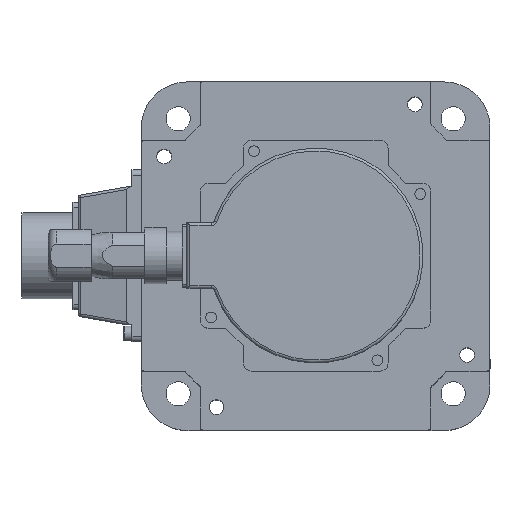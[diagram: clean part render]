
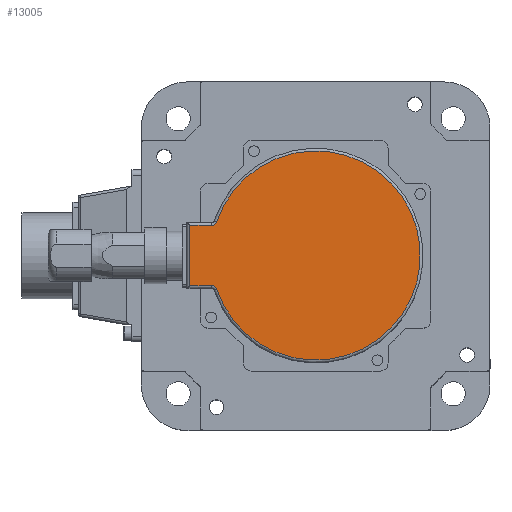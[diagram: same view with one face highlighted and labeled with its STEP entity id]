
A CAD part, top view. The second image highlights one B-rep face of the part: STEP entity #13005.
In plain terms, the highlighted planar face has unit normal (0, 0, 1).
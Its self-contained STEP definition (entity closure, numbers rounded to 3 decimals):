
#30 = VERTEX_POINT ( 'NONE', #13148 ) ;
#905 = AXIS2_PLACEMENT_3D ( 'NONE', #12544, #12515, #12475 ) ;
#1035 = ORIENTED_EDGE ( 'NONE', *, *, #4389, .T. ) ;
#1052 = LINE ( 'NONE', #7777, #12438 ) ;
#1073 = DIRECTION ( 'NONE',  ( 0., 1., 0. ) ) ;
#1660 = EDGE_CURVE ( 'NONE', #8717, #6807, #13234, .T. ) ;
#2338 = DIRECTION ( 'NONE',  ( -1., 0., 0. ) ) ;
#3211 = CIRCLE ( 'NONE', #7403, 2. ) ;
#4370 = DIRECTION ( 'NONE',  ( 0., 1., 0. ) ) ;
#4389 = EDGE_CURVE ( 'NONE', #12386, #10588, #8254, .T. ) ;
#4439 = DIRECTION ( 'NONE',  ( 0., 0., 1. ) ) ;
#4496 = CARTESIAN_POINT ( 'NONE',  ( 0., 0., 100. ) ) ;
#4784 = PLANE ( 'NONE',  #9168 ) ;
#5472 = VERTEX_POINT ( 'NONE', #6295 ) ;
#5664 = VECTOR ( 'NONE', #6816, 1000. ) ;
#6199 = ORIENTED_EDGE ( 'NONE', *, *, #1660, .T. ) ;
#6209 = ORIENTED_EDGE ( 'NONE', *, *, #9348, .T. ) ;
#6295 = CARTESIAN_POINT ( 'NONE',  ( -36.907, -12.604, 100. ) ) ;
#6338 = EDGE_CURVE ( 'NONE', #5472, #12386, #6877, .T. ) ;
#6807 = VERTEX_POINT ( 'NONE', #12305 ) ;
#6816 = DIRECTION ( 'NONE',  ( 1., 0., 0. ) ) ;
#6843 = CARTESIAN_POINT ( 'NONE',  ( -38.8, -11.25, 100. ) ) ;
#6877 = CIRCLE ( 'NONE', #10645, 39. ) ;
#6952 = DIRECTION ( 'NONE',  ( 0., 1., 0. ) ) ;
#7308 = EDGE_LOOP ( 'NONE', ( #13200, #6199, #8819, #6209, #11128, #1035 ) ) ;
#7379 = CARTESIAN_POINT ( 'NONE',  ( -47., 11.25, 100. ) ) ;
#7403 = AXIS2_PLACEMENT_3D ( 'NONE', #13869, #7602, #1073 ) ;
#7585 = EDGE_CURVE ( 'NONE', #6807, #30, #11108, .T. ) ;
#7602 = DIRECTION ( 'NONE',  ( 0., 0., -1. ) ) ;
#7669 = VECTOR ( 'NONE', #8510, 1000. ) ;
#7777 = CARTESIAN_POINT ( 'NONE',  ( -48., 11.25, 100. ) ) ;
#8254 = CIRCLE ( 'NONE', #905, 2. ) ;
#8318 = CARTESIAN_POINT ( 'NONE',  ( -38.8, 11.25, 100. ) ) ;
#8510 = DIRECTION ( 'NONE',  ( 0., -1., 0. ) ) ;
#8717 = VERTEX_POINT ( 'NONE', #7379 ) ;
#8727 = CARTESIAN_POINT ( 'NONE',  ( -47., -12.25, 100. ) ) ;
#8819 = ORIENTED_EDGE ( 'NONE', *, *, #7585, .T. ) ;
#9168 = AXIS2_PLACEMENT_3D ( 'NONE', #12177, #13250, #6952 ) ;
#9348 = EDGE_CURVE ( 'NONE', #30, #5472, #3211, .T. ) ;
#10588 = VERTEX_POINT ( 'NONE', #8318 ) ;
#10645 = AXIS2_PLACEMENT_3D ( 'NONE', #4496, #4439, #4370 ) ;
#11108 = LINE ( 'NONE', #6843, #5664 ) ;
#11128 = ORIENTED_EDGE ( 'NONE', *, *, #6338, .T. ) ;
#12021 = CARTESIAN_POINT ( 'NONE',  ( -36.907, 12.604, 100. ) ) ;
#12070 = EDGE_CURVE ( 'NONE', #10588, #8717, #1052, .T. ) ;
#12177 = CARTESIAN_POINT ( 'NONE',  ( 0., 0., 100. ) ) ;
#12305 = CARTESIAN_POINT ( 'NONE',  ( -47., -11.25, 100. ) ) ;
#12386 = VERTEX_POINT ( 'NONE', #12021 ) ;
#12438 = VECTOR ( 'NONE', #2338, 1000. ) ;
#12475 = DIRECTION ( 'NONE',  ( 0., 1., 0. ) ) ;
#12515 = DIRECTION ( 'NONE',  ( 0., 0., -1. ) ) ;
#12544 = CARTESIAN_POINT ( 'NONE',  ( -38.8, 13.25, 100. ) ) ;
#12563 = FACE_OUTER_BOUND ( 'NONE', #7308, .T. ) ;
#13005 = ADVANCED_FACE ( 'NONE', ( #12563 ), #4784, .T. ) ;
#13148 = CARTESIAN_POINT ( 'NONE',  ( -38.8, -11.25, 100. ) ) ;
#13200 = ORIENTED_EDGE ( 'NONE', *, *, #12070, .T. ) ;
#13234 = LINE ( 'NONE', #8727, #7669 ) ;
#13250 = DIRECTION ( 'NONE',  ( 0., 0., 1. ) ) ;
#13869 = CARTESIAN_POINT ( 'NONE',  ( -38.8, -13.25, 100. ) ) ;
